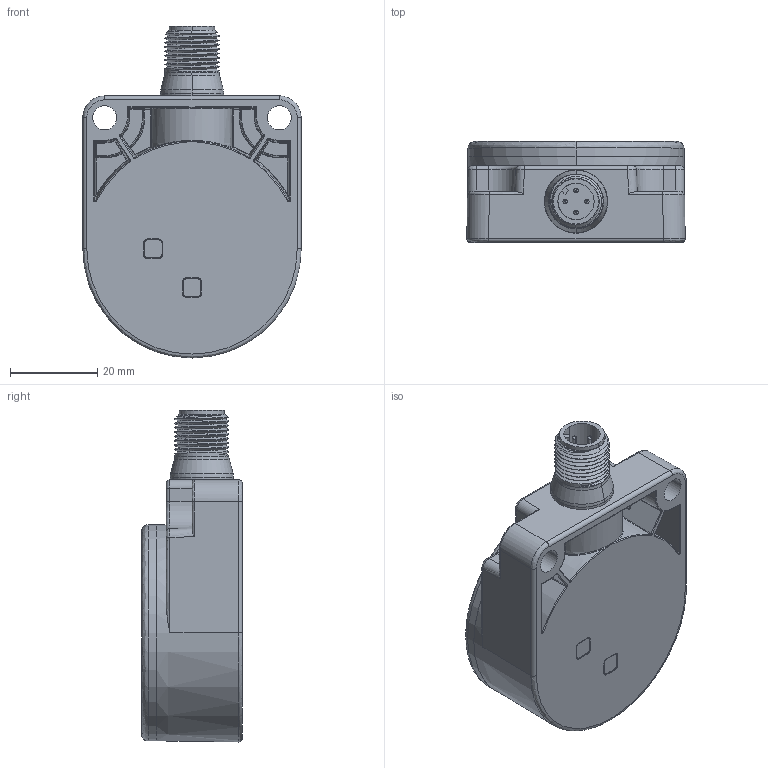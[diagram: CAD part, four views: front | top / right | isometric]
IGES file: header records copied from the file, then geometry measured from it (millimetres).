
Start section:  PTC IGES file: 147954.igs
Global section: file name: 147954.igs; native system: Pro/ENGINEER by Parametric Technology Corporation; preprocessor: 2006170; author: banengservice; organization: Unknown; date: 20090731.101407; units: inch
Bounding box: 49.97 x 23.1 x 75.99 mm (x, y, z)
Volume: 54329.7 mm3; surface area: 13016.7 mm2
Topology: 1 solids, 2 shells, 621 faces, 1583 edges, 989 vertices
Faces by surface type: revolution 364, bspline 257
